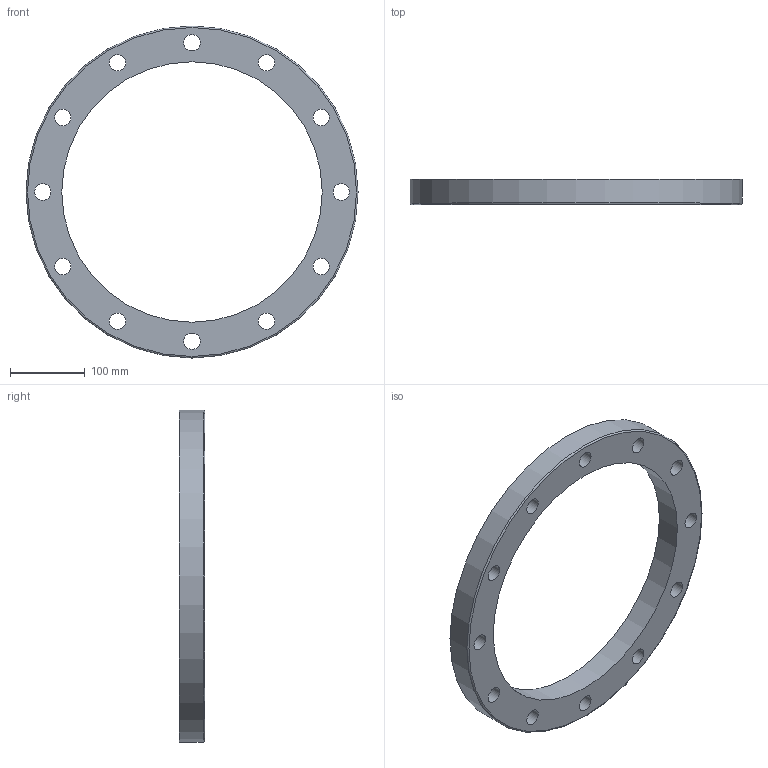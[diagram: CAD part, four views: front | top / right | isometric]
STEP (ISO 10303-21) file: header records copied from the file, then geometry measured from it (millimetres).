
FILE_DESCRIPTION(/* description */ (''),/* implementation_level */ '2;1');
FILE_NAME(/* name */ 'BR003150.stp',/* time_stamp */ '2017-01-24T17:00:37+01:00',/* author */ ('Gabriele'),/* organization */ (''),/* preprocessor_version */ 'ST-DEVELOPER v16.5',/* originating_system */ 'Autodesk Inventor 2017',/* authorisation */ '');
FILE_SCHEMA (('AUTOMOTIVE_DESIGN { 1 0 10303 214 3 1 1 }'));
Length unit declared in the file: millimetre
Products named in the file (1): BR003150
Bounding box: 445 x 34 x 445 mm (x, y, z)
Volume: 1692212.8 mm3; surface area: 260998.4 mm2
Topology: 1 solids, 1 shells, 1073 faces, 2336 edges, 1313 vertices
Faces by surface type: torus 433, cylinder 422, sphere 120, plane 98
Full cylindrical faces by diameter (mm): 22 x12, 349 x1, 445 x1
Entity records: 30252 total; most frequent: DIRECTION 6022, CARTESIAN_POINT 5908, ORIENTED_EDGE 4618, AXIS2_PLACEMENT_3D 2735, EDGE_CURVE 2309, CIRCLE 1661, VERTEX_POINT 1301, EDGE_LOOP 1162
